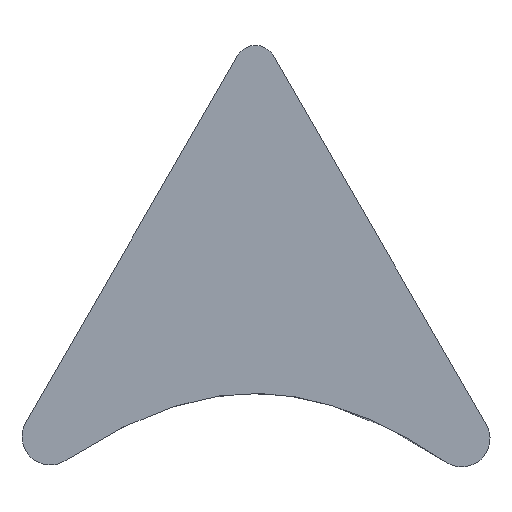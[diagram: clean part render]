
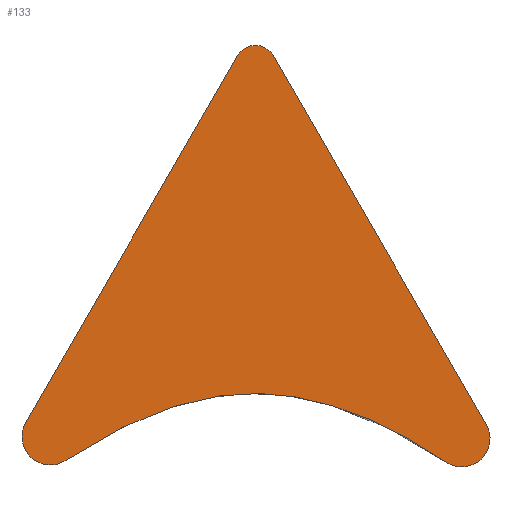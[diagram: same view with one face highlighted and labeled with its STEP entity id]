
A CAD part, left-side view. The second image highlights one B-rep face of the part: STEP entity #133.
In plain terms, the highlighted planar face has unit normal (-1, 0, 0).
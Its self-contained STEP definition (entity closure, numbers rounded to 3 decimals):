
#19=FACE_OUTER_BOUND('',#27,.T.);
#27=EDGE_LOOP('',(#93,#94,#95,#96,#97,#98));
#35=B_SPLINE_CURVE_WITH_KNOTS('',3,(#216,#217,#218,#219,#220,#221,#222,
#223,#224,#225),.UNSPECIFIED.,.F.,.F.,(4,3,3,4),(0.,0.401,
0.755,1.),.UNSPECIFIED.);
#37=LINE('',#212,#47);
#38=LINE('',#228,#48);
#47=VECTOR('',#174,10.);
#48=VECTOR('',#179,10.);
#57=CIRCLE('',#156,1.35);
#58=CIRCLE('',#157,1.85);
#59=CIRCLE('',#158,1.85);
#63=VERTEX_POINT('',#208);
#64=VERTEX_POINT('',#209);
#65=VERTEX_POINT('',#211);
#66=VERTEX_POINT('',#213);
#67=VERTEX_POINT('',#215);
#68=VERTEX_POINT('',#226);
#75=EDGE_CURVE('',#63,#64,#57,.T.);
#76=EDGE_CURVE('',#64,#65,#37,.T.);
#77=EDGE_CURVE('',#65,#66,#58,.T.);
#78=EDGE_CURVE('',#66,#67,#35,.T.);
#79=EDGE_CURVE('',#67,#68,#59,.T.);
#80=EDGE_CURVE('',#68,#63,#38,.T.);
#93=ORIENTED_EDGE('',*,*,#75,.T.);
#94=ORIENTED_EDGE('',*,*,#76,.T.);
#95=ORIENTED_EDGE('',*,*,#77,.T.);
#96=ORIENTED_EDGE('',*,*,#78,.T.);
#97=ORIENTED_EDGE('',*,*,#79,.T.);
#98=ORIENTED_EDGE('',*,*,#80,.T.);
#129=PLANE('',#155);
#133=ADVANCED_FACE('',(#19),#129,.T.);
#155=AXIS2_PLACEMENT_3D('',#207,#170,#171);
#156=AXIS2_PLACEMENT_3D('',#210,#172,#173);
#157=AXIS2_PLACEMENT_3D('',#214,#175,#176);
#158=AXIS2_PLACEMENT_3D('',#227,#177,#178);
#170=DIRECTION('center_axis',(-1.,0.,0.));
#171=DIRECTION('ref_axis',(0.,-1.,0.));
#172=DIRECTION('center_axis',(-1.,0.,0.));
#173=DIRECTION('ref_axis',(0.,-0.866,0.5));
#174=DIRECTION('',(0.,0.5,-0.866));
#175=DIRECTION('center_axis',(-1.,0.,0.));
#176=DIRECTION('ref_axis',(0.,0.866,0.5));
#177=DIRECTION('center_axis',(-1.,0.,0.));
#178=DIRECTION('ref_axis',(0.,0.557,-0.83));
#179=DIRECTION('',(0.,0.5,0.866));
#207=CARTESIAN_POINT('Origin',(9.909,129.166,9.443));
#208=CARTESIAN_POINT('',(9.909,128.032,22.519));
#209=CARTESIAN_POINT('',(9.909,130.371,22.519));
#210=CARTESIAN_POINT('Origin',(9.909,129.202,21.844));
#211=CARTESIAN_POINT('',(9.909,144.185,-1.409));
#212=CARTESIAN_POINT('',(9.909,144.185,-1.409));
#213=CARTESIAN_POINT('',(9.909,141.559,-3.875));
#214=CARTESIAN_POINT('Origin',(9.909,142.583,-2.334));
#215=CARTESIAN_POINT('',(9.909,116.779,-3.994));
#216=CARTESIAN_POINT('Ctrl Pts',(9.909,141.559,-3.875));
#217=CARTESIAN_POINT('Ctrl Pts',(9.909,138.149,-1.607));
#218=CARTESIAN_POINT('Ctrl Pts',(9.909,134.804,-0.159));
#219=CARTESIAN_POINT('Ctrl Pts',(9.909,131.578,0.311));
#220=CARTESIAN_POINT('Ctrl Pts',(9.909,128.719,0.728));
#221=CARTESIAN_POINT('Ctrl Pts',(9.909,125.908,0.364));
#222=CARTESIAN_POINT('Ctrl Pts',(9.909,122.967,-0.736));
#223=CARTESIAN_POINT('Ctrl Pts',(9.909,120.94,-1.494));
#224=CARTESIAN_POINT('Ctrl Pts',(9.909,118.87,-2.591));
#225=CARTESIAN_POINT('Ctrl Pts',(9.909,116.779,-3.994));
#226=CARTESIAN_POINT('',(9.909,114.146,-1.533));
#227=CARTESIAN_POINT('Origin',(9.909,115.748,-2.458));
#228=CARTESIAN_POINT('',(9.909,128.032,22.519));
